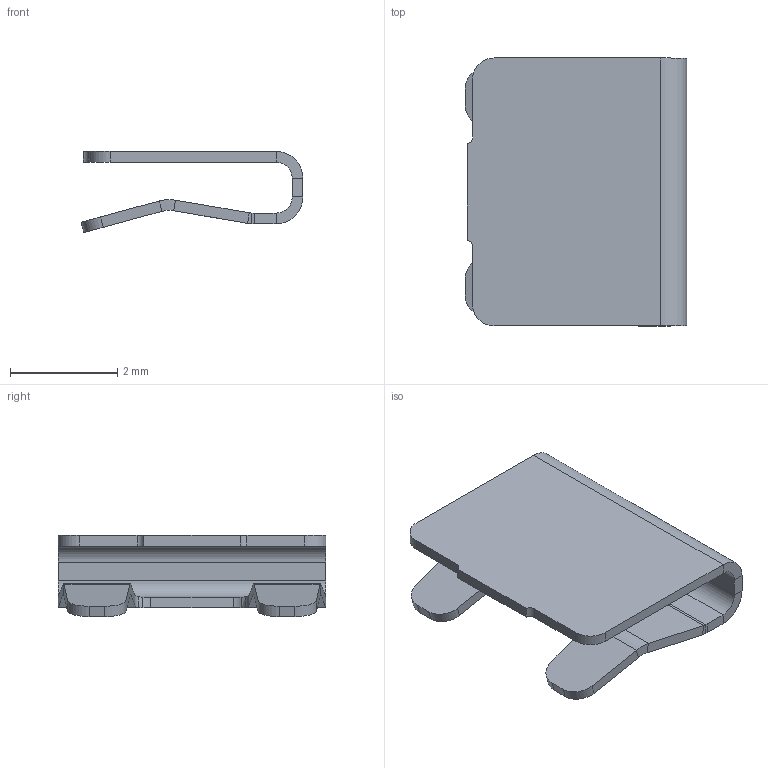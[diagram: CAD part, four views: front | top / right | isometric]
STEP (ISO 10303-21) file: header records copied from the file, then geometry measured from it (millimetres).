
FILE_DESCRIPTION((''),'2;1');
FILE_NAME('S809-XX','2011-09-14T',('wbourne'),(''),'PRO/ENGINEER BY PARAMETRIC TECHNOLOGY CORPORATION, 2010280','PRO/ENGINEER BY PARAMETRIC TECHNOLOGY CORPORATION, 2010280','');
FILE_SCHEMA(('CONFIG_CONTROL_DESIGN','SHAPE_APPEARANCE_LAYERS_GROUPS'));
Length unit declared in the file: millimetre
Products named in the file (1): S809-XX
Bounding box: 4.14 x 5 x 1.51 mm (x, y, z)
Volume: 7.2 mm3; surface area: 78 mm2
Topology: 1 solids, 1 shells, 72 faces, 162 edges, 92 vertices
Faces by surface type: plane 40, cylinder 24, bspline 8
Entity records: 2651 total; most frequent: CARTESIAN_POINT 558, ORIENTED_EDGE 324, DIRECTION 306, PRESENTATION_STYLE_ASSIGNMENT 163, STYLED_ITEM 163, CURVE_STYLE 162, EDGE_CURVE 162, VECTOR 114
